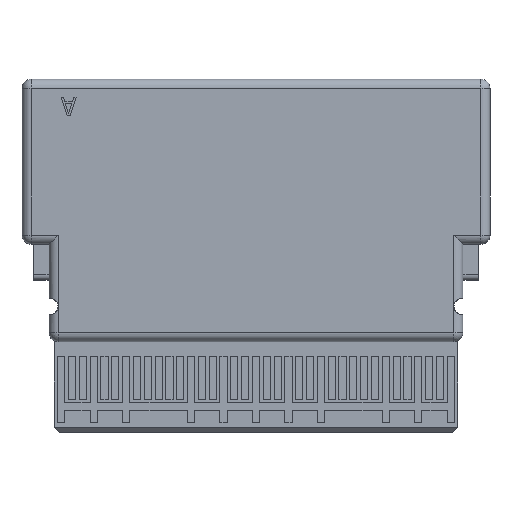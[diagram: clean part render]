
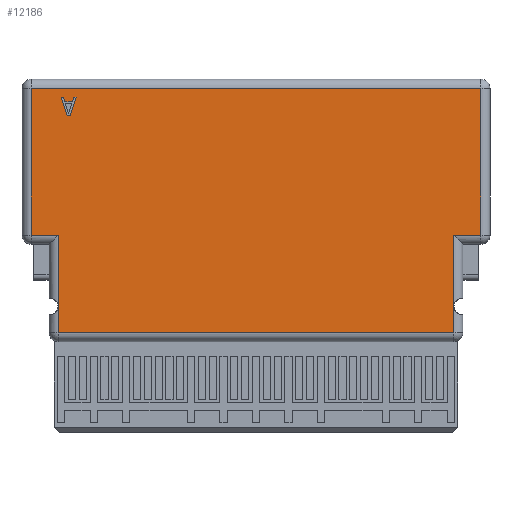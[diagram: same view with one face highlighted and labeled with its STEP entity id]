
A CAD part, front view. The second image highlights one B-rep face of the part: STEP entity #12186.
In plain terms, the highlighted planar face has unit normal (0, -1, 0).
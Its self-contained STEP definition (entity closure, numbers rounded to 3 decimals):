
#61=DIRECTION('',(1.,0.,0.));
#62=VECTOR('',#61,0.167);
#63=CARTESIAN_POINT('',(-10.475,-2.57,17.6));
#64=LINE('',#63,#62);
#65=DIRECTION('',(0.316,0.,0.949));
#66=VECTOR('',#65,1.054);
#67=CARTESIAN_POINT('',(-10.308,-2.57,17.6));
#68=LINE('',#67,#66);
#69=DIRECTION('',(-1.,0.,0.));
#70=VECTOR('',#69,0.125);
#71=CARTESIAN_POINT('',(-9.975,-2.57,18.6));
#72=LINE('',#71,#70);
#73=DIRECTION('',(-0.31,0.,-0.951));
#74=VECTOR('',#73,0.269);
#75=CARTESIAN_POINT('',(-10.1,-2.57,18.6));
#76=LINE('',#75,#74);
#77=DIRECTION('',(-1.,0.,0.));
#78=VECTOR('',#77,0.417);
#79=CARTESIAN_POINT('',(-10.183,-2.57,18.345));
#80=LINE('',#79,#78);
#81=DIRECTION('',(-0.31,0.,0.951));
#82=VECTOR('',#81,0.269);
#83=CARTESIAN_POINT('',(-10.6,-2.57,18.345));
#84=LINE('',#83,#82);
#85=DIRECTION('',(-1.,0.,0.));
#86=VECTOR('',#85,0.125);
#87=CARTESIAN_POINT('',(-10.683,-2.57,18.6));
#88=LINE('',#87,#86);
#89=DIRECTION('',(0.316,0.,-0.949));
#90=VECTOR('',#89,1.054);
#91=CARTESIAN_POINT('',(-10.808,-2.57,18.6));
#92=LINE('',#91,#90);
#93=DIRECTION('',(0.,0.,1.));
#94=VECTOR('',#93,1.45);
#95=CARTESIAN_POINT('',(-10.975,-2.57,5.55));
#96=LINE('',#95,#94);
#97=DIRECTION('',(0.,0.,-1.));
#98=VECTOR('',#97,3.95);
#99=CARTESIAN_POINT('',(-10.975,-2.57,10.95));
#100=LINE('',#99,#98);
#101=DIRECTION('',(0.,0.,1.));
#102=VECTOR('',#101,3.95);
#103=CARTESIAN_POINT('',(10.975,-2.57,7.));
#104=LINE('',#103,#102);
#105=DIRECTION('',(0.,0.,-1.));
#106=VECTOR('',#105,1.45);
#107=CARTESIAN_POINT('',(10.975,-2.57,7.));
#108=LINE('',#107,#106);
#204=CARTESIAN_POINT('',(-10.975,-2.57,7.));
#379=DIRECTION('',(1.,0.,0.));
#380=VECTOR('',#379,21.95);
#381=CARTESIAN_POINT('',(-10.975,-2.57,5.55));
#382=LINE('',#381,#380);
#5009=CARTESIAN_POINT('',(10.975,-2.57,7.));
#5110=DIRECTION('',(1.,0.,0.));
#5111=VECTOR('',#5110,1.5);
#5112=CARTESIAN_POINT('',(10.975,-2.57,10.95));
#5113=LINE('',#5112,#5111);
#5187=DIRECTION('',(0.,0.,1.));
#5188=VECTOR('',#5187,8.15);
#5189=CARTESIAN_POINT('',(12.475,-2.57,10.95));
#5190=LINE('',#5189,#5188);
#5206=DIRECTION('',(-1.,0.,0.));
#5207=VECTOR('',#5206,24.95);
#5208=CARTESIAN_POINT('',(12.475,-2.57,19.1));
#5209=LINE('',#5208,#5207);
#5229=DIRECTION('',(0.,0.,-1.));
#5230=VECTOR('',#5229,8.15);
#5231=CARTESIAN_POINT('',(-12.475,-2.57,19.1));
#5232=LINE('',#5231,#5230);
#9250=DIRECTION('',(1.,0.,0.));
#9251=VECTOR('',#9250,1.5);
#9252=CARTESIAN_POINT('',(-12.475,-2.57,10.95));
#9253=LINE('',#9252,#9251);
#9344=CARTESIAN_POINT('',(-10.475,-2.57,17.6));
#9345=CARTESIAN_POINT('',(-10.308,-2.57,17.6));
#9346=VERTEX_POINT('',#9344);
#9347=VERTEX_POINT('',#9345);
#9348=CARTESIAN_POINT('',(-12.475,-2.57,19.1));
#9349=CARTESIAN_POINT('',(-12.475,-2.57,10.95));
#9350=VERTEX_POINT('',#9348);
#9351=VERTEX_POINT('',#9349);
#9352=CARTESIAN_POINT('',(12.475,-2.57,19.1));
#9353=VERTEX_POINT('',#9352);
#9354=CARTESIAN_POINT('',(12.475,-2.57,10.95));
#9355=VERTEX_POINT('',#9354);
#9356=CARTESIAN_POINT('',(-9.975,-2.57,18.6));
#9357=VERTEX_POINT('',#9356);
#9358=CARTESIAN_POINT('',(-10.1,-2.57,18.6));
#9359=VERTEX_POINT('',#9358);
#9360=CARTESIAN_POINT('',(-10.183,-2.57,18.345));
#9361=VERTEX_POINT('',#9360);
#9362=CARTESIAN_POINT('',(-10.6,-2.57,18.345));
#9363=VERTEX_POINT('',#9362);
#9364=CARTESIAN_POINT('',(-10.683,-2.57,18.6));
#9365=VERTEX_POINT('',#9364);
#9366=CARTESIAN_POINT('',(-10.808,-2.57,18.6));
#9367=VERTEX_POINT('',#9366);
#11832=CARTESIAN_POINT('',(-10.975,-2.57,5.55));
#11833=VERTEX_POINT('',#11832);
#11834=VERTEX_POINT('',#204);
#11836=CARTESIAN_POINT('',(-10.975,-2.57,10.95));
#11837=VERTEX_POINT('',#11836);
#11841=CARTESIAN_POINT('',(10.975,-2.57,5.55));
#11843=VERTEX_POINT('',#11841);
#11848=VERTEX_POINT('',#5009);
#11853=CARTESIAN_POINT('',(10.975,-2.57,10.95));
#11854=VERTEX_POINT('',#11853);
#12142=CARTESIAN_POINT('',(0.,-2.57,0.));
#12143=DIRECTION('',(0.,1.,0.));
#12144=DIRECTION('',(1.,0.,0.));
#12145=AXIS2_PLACEMENT_3D('',#12142,#12143,#12144);
#12146=PLANE('',#12145);
#12148=ORIENTED_EDGE('',*,*,#12147,.T.);
#12150=ORIENTED_EDGE('',*,*,#12149,.F.);
#12152=ORIENTED_EDGE('',*,*,#12151,.F.);
#12154=ORIENTED_EDGE('',*,*,#12153,.F.);
#12156=ORIENTED_EDGE('',*,*,#12155,.F.);
#12158=ORIENTED_EDGE('',*,*,#12157,.F.);
#12160=ORIENTED_EDGE('',*,*,#12159,.F.);
#12162=ORIENTED_EDGE('',*,*,#12161,.F.);
#12164=ORIENTED_EDGE('',*,*,#12163,.T.);
#12166=ORIENTED_EDGE('',*,*,#12165,.F.);
#12167=EDGE_LOOP('',(#12148,#12150,#12152,#12154,#12156,#12158,#12160,#12162,
#12164,#12166));
#12168=FACE_OUTER_BOUND('',#12167,.F.);
#12169=ORIENTED_EDGE('',*,*,#12132,.T.);
#12171=ORIENTED_EDGE('',*,*,#12170,.T.);
#12173=ORIENTED_EDGE('',*,*,#12172,.T.);
#12175=ORIENTED_EDGE('',*,*,#12174,.T.);
#12177=ORIENTED_EDGE('',*,*,#12176,.T.);
#12179=ORIENTED_EDGE('',*,*,#12178,.T.);
#12181=ORIENTED_EDGE('',*,*,#12180,.T.);
#12183=ORIENTED_EDGE('',*,*,#12182,.T.);
#12184=EDGE_LOOP('',(#12169,#12171,#12173,#12175,#12177,#12179,#12181,#12183));
#12185=FACE_BOUND('',#12184,.F.);
#12186=ADVANCED_FACE('',(#12168,#12185),#12146,.F.);
#12132=EDGE_CURVE('',#9346,#9347,#64,.T.);
#12147=EDGE_CURVE('',#11833,#11834,#96,.T.);
#12149=EDGE_CURVE('',#11837,#11834,#100,.T.);
#12151=EDGE_CURVE('',#9351,#11837,#9253,.T.);
#12153=EDGE_CURVE('',#9350,#9351,#5232,.T.);
#12155=EDGE_CURVE('',#9353,#9350,#5209,.T.);
#12157=EDGE_CURVE('',#9355,#9353,#5190,.T.);
#12159=EDGE_CURVE('',#11854,#9355,#5113,.T.);
#12161=EDGE_CURVE('',#11848,#11854,#104,.T.);
#12163=EDGE_CURVE('',#11848,#11843,#108,.T.);
#12165=EDGE_CURVE('',#11833,#11843,#382,.T.);
#12170=EDGE_CURVE('',#9347,#9357,#68,.T.);
#12172=EDGE_CURVE('',#9357,#9359,#72,.T.);
#12174=EDGE_CURVE('',#9359,#9361,#76,.T.);
#12176=EDGE_CURVE('',#9361,#9363,#80,.T.);
#12178=EDGE_CURVE('',#9363,#9365,#84,.T.);
#12180=EDGE_CURVE('',#9365,#9367,#88,.T.);
#12182=EDGE_CURVE('',#9367,#9346,#92,.T.);
